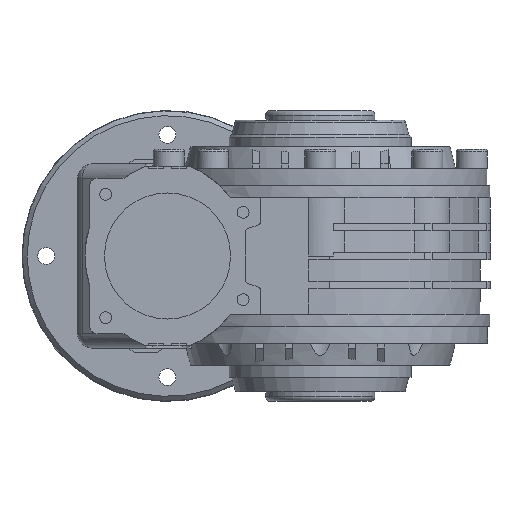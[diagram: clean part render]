
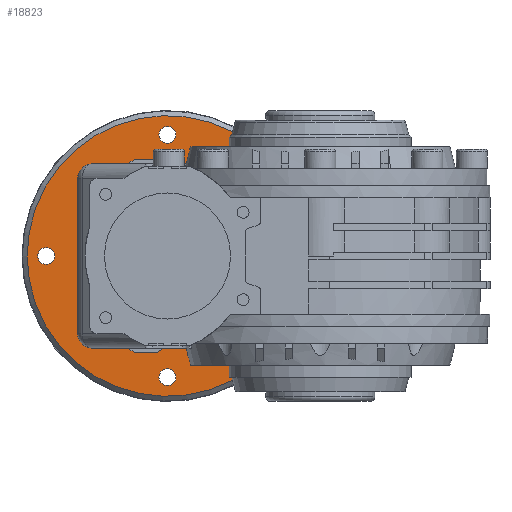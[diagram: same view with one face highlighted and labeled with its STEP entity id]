
A CAD part, left-side view. The second image highlights one B-rep face of the part: STEP entity #18823.
In plain terms, the highlighted face is planar.
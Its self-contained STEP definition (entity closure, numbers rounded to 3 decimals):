
#1604=LINE('',#29650,#2755);
#1607=LINE('',#29658,#2758);
#1609=LINE('',#29662,#2760);
#1611=LINE('',#29666,#2762);
#1613=LINE('',#29670,#2764);
#1615=LINE('',#29674,#2766);
#1618=LINE('',#29682,#2769);
#1621=LINE('',#29690,#2772);
#1623=LINE('',#29694,#2774);
#1625=LINE('',#29698,#2776);
#1627=LINE('',#29702,#2778);
#1628=LINE('',#29704,#2779);
#1629=LINE('',#29718,#2780);
#1630=LINE('',#29719,#2781);
#2755=VECTOR('',#24076,1000.);
#2758=VECTOR('',#24085,1000.);
#2760=VECTOR('',#24089,1000.);
#2762=VECTOR('',#24093,1000.);
#2764=VECTOR('',#24097,1000.);
#2766=VECTOR('',#24101,1000.);
#2769=VECTOR('',#24110,1000.);
#2772=VECTOR('',#24119,1000.);
#2774=VECTOR('',#24123,1000.);
#2776=VECTOR('',#24127,1000.);
#2778=VECTOR('',#24131,1000.);
#2779=VECTOR('',#24134,1000.);
#2780=VECTOR('',#24151,1000.);
#2781=VECTOR('',#24152,1000.);
#3254=PLANE('',#20226);
#6990=ORIENTED_EDGE('',*,*,#8919,.T.);
#6991=ORIENTED_EDGE('',*,*,#8918,.T.);
#6992=ORIENTED_EDGE('',*,*,#8917,.T.);
#6993=ORIENTED_EDGE('',*,*,#8920,.T.);
#6994=ORIENTED_EDGE('',*,*,#8921,.T.);
#6995=ORIENTED_EDGE('',*,*,#8881,.T.);
#6996=ORIENTED_EDGE('',*,*,#8922,.T.);
#6997=ORIENTED_EDGE('',*,*,#8886,.F.);
#6998=ORIENTED_EDGE('',*,*,#8889,.F.);
#6999=ORIENTED_EDGE('',*,*,#8891,.F.);
#7000=ORIENTED_EDGE('',*,*,#8893,.F.);
#7001=ORIENTED_EDGE('',*,*,#8895,.F.);
#7002=ORIENTED_EDGE('',*,*,#8897,.F.);
#7003=ORIENTED_EDGE('',*,*,#8899,.F.);
#7004=ORIENTED_EDGE('',*,*,#8901,.F.);
#7005=ORIENTED_EDGE('',*,*,#8903,.F.);
#7006=ORIENTED_EDGE('',*,*,#8905,.F.);
#7007=ORIENTED_EDGE('',*,*,#8907,.F.);
#7008=ORIENTED_EDGE('',*,*,#8909,.F.);
#7009=ORIENTED_EDGE('',*,*,#8911,.F.);
#7010=ORIENTED_EDGE('',*,*,#8913,.F.);
#7011=ORIENTED_EDGE('',*,*,#8915,.F.);
#7012=ORIENTED_EDGE('',*,*,#8916,.F.);
#8881=EDGE_CURVE('',#10186,#10187,#10779,.T.);
#8886=EDGE_CURVE('',#10190,#10191,#10781,.F.);
#8889=EDGE_CURVE('',#10192,#10190,#1604,.T.);
#8891=EDGE_CURVE('',#10193,#10192,#10782,.F.);
#8893=EDGE_CURVE('',#10194,#10193,#1607,.T.);
#8895=EDGE_CURVE('',#10195,#10194,#1609,.T.);
#8897=EDGE_CURVE('',#10196,#10195,#1611,.T.);
#8899=EDGE_CURVE('',#10197,#10196,#1613,.T.);
#8901=EDGE_CURVE('',#10198,#10197,#1615,.T.);
#8903=EDGE_CURVE('',#10199,#10198,#10783,.F.);
#8905=EDGE_CURVE('',#10200,#10199,#1618,.T.);
#8907=EDGE_CURVE('',#10201,#10200,#10784,.F.);
#8909=EDGE_CURVE('',#10202,#10201,#1621,.T.);
#8911=EDGE_CURVE('',#10203,#10202,#1623,.T.);
#8913=EDGE_CURVE('',#10204,#10203,#1625,.T.);
#8915=EDGE_CURVE('',#10205,#10204,#1627,.T.);
#8916=EDGE_CURVE('',#10191,#10205,#1628,.T.);
#8917=EDGE_CURVE('',#10206,#10206,#10785,.T.);
#8918=EDGE_CURVE('',#10207,#10207,#10786,.T.);
#8919=EDGE_CURVE('',#10208,#10208,#10787,.T.);
#8920=EDGE_CURVE('',#10209,#10210,#10788,.T.);
#8921=EDGE_CURVE('',#10210,#10186,#1629,.T.);
#8922=EDGE_CURVE('',#10187,#10209,#1630,.T.);
#10186=VERTEX_POINT('',#29628);
#10187=VERTEX_POINT('',#29629);
#10190=VERTEX_POINT('',#29643);
#10191=VERTEX_POINT('',#29645);
#10192=VERTEX_POINT('',#29649);
#10193=VERTEX_POINT('',#29653);
#10194=VERTEX_POINT('',#29657);
#10195=VERTEX_POINT('',#29661);
#10196=VERTEX_POINT('',#29665);
#10197=VERTEX_POINT('',#29669);
#10198=VERTEX_POINT('',#29673);
#10199=VERTEX_POINT('',#29677);
#10200=VERTEX_POINT('',#29681);
#10201=VERTEX_POINT('',#29685);
#10202=VERTEX_POINT('',#29689);
#10203=VERTEX_POINT('',#29693);
#10204=VERTEX_POINT('',#29697);
#10205=VERTEX_POINT('',#29701);
#10206=VERTEX_POINT('',#29707);
#10207=VERTEX_POINT('',#29710);
#10208=VERTEX_POINT('',#29713);
#10209=VERTEX_POINT('',#29716);
#10210=VERTEX_POINT('',#29717);
#10779=CIRCLE('',#20198,57.86);
#10781=CIRCLE('',#20201,6.);
#10782=CIRCLE('',#20204,6.);
#10783=CIRCLE('',#20211,6.);
#10784=CIRCLE('',#20214,6.);
#10785=CIRCLE('',#20221,3.5);
#10786=CIRCLE('',#20223,3.5);
#10787=CIRCLE('',#20225,3.5);
#10788=CIRCLE('',#20227,3.5);
#11732=EDGE_LOOP('',(#6990));
#11733=EDGE_LOOP('',(#6991));
#11734=EDGE_LOOP('',(#6992));
#11735=EDGE_LOOP('',(#6993,#6994,#6995,#6996));
#11736=EDGE_LOOP('',(#6997,#6998,#6999,#7000,#7001,#7002,#7003,#7004,#7005,
#7006,#7007,#7008,#7009,#7010,#7011,#7012));
#12686=FACE_BOUND('',#11732,.T.);
#12687=FACE_BOUND('',#11733,.T.);
#12688=FACE_BOUND('',#11734,.T.);
#12689=FACE_BOUND('',#11735,.T.);
#12690=FACE_BOUND('',#11736,.T.);
#18823=ADVANCED_FACE('',(#12686,#12687,#12688,#12689,#12690),#3254,.F.);
#20198=AXIS2_PLACEMENT_3D('',#29627,#24063,#24064);
#20201=AXIS2_PLACEMENT_3D('',#29644,#24070,#24071);
#20204=AXIS2_PLACEMENT_3D('',#29654,#24080,#24081);
#20211=AXIS2_PLACEMENT_3D('',#29678,#24105,#24106);
#20214=AXIS2_PLACEMENT_3D('',#29686,#24114,#24115);
#20221=AXIS2_PLACEMENT_3D('',#29706,#24137,#24138);
#20223=AXIS2_PLACEMENT_3D('',#29709,#24141,#24142);
#20225=AXIS2_PLACEMENT_3D('',#29712,#24145,#24146);
#20226=AXIS2_PLACEMENT_3D('',#29714,#24147,#24148);
#20227=AXIS2_PLACEMENT_3D('',#29715,#24149,#24150);
#24063=DIRECTION('',(0.,-1.,0.));
#24064=DIRECTION('',(0.,0.,-1.));
#24070=DIRECTION('',(0.,1.,0.));
#24071=DIRECTION('',(0.,0.,1.));
#24076=DIRECTION('',(-1.,0.,0.));
#24080=DIRECTION('',(0.,1.,0.));
#24081=DIRECTION('',(0.,0.,1.));
#24085=DIRECTION('',(0.,0.,1.));
#24089=DIRECTION('',(-0.559,0.,0.829));
#24093=DIRECTION('',(0.,0.,1.));
#24097=DIRECTION('',(0.559,0.,0.829));
#24101=DIRECTION('',(0.,0.,1.));
#24105=DIRECTION('',(0.,1.,0.));
#24106=DIRECTION('',(0.,0.,1.));
#24110=DIRECTION('',(1.,0.,0.));
#24114=DIRECTION('',(0.,1.,0.));
#24115=DIRECTION('',(0.,0.,1.));
#24119=DIRECTION('',(0.,0.,-1.));
#24123=DIRECTION('',(0.559,0.,-0.829));
#24127=DIRECTION('',(0.,0.,-1.));
#24131=DIRECTION('',(-0.559,0.,-0.829));
#24134=DIRECTION('',(0.,0.,-1.));
#24137=DIRECTION('',(0.,1.,0.));
#24138=DIRECTION('',(0.,0.,1.));
#24141=DIRECTION('',(0.,1.,0.));
#24142=DIRECTION('',(0.,0.,1.));
#24145=DIRECTION('',(0.,1.,0.));
#24146=DIRECTION('',(0.,0.,1.));
#24147=DIRECTION('',(0.,1.,0.));
#24148=DIRECTION('',(0.,0.,1.));
#24149=DIRECTION('',(0.,1.,0.));
#24150=DIRECTION('',(0.,0.,1.));
#24151=DIRECTION('',(0.,0.,-1.));
#24152=DIRECTION('',(0.,0.,1.));
#29627=CARTESIAN_POINT('',(0.,13.2,0.));
#29628=CARTESIAN_POINT('',(3.5,13.2,-57.754));
#29629=CARTESIAN_POINT('',(-3.5,13.2,-57.754));
#29643=CARTESIAN_POINT('',(-32.,13.2,37.));
#29644=CARTESIAN_POINT('',(-32.,13.2,31.));
#29645=CARTESIAN_POINT('',(-38.,13.2,31.));
#29649=CARTESIAN_POINT('',(32.,13.2,37.));
#29650=CARTESIAN_POINT('',(0.,13.2,37.));
#29653=CARTESIAN_POINT('',(38.,13.2,31.));
#29654=CARTESIAN_POINT('',(32.,13.2,31.));
#29657=CARTESIAN_POINT('',(38.,13.2,16.315));
#29658=CARTESIAN_POINT('',(38.,13.2,57.86));
#29661=CARTESIAN_POINT('',(40.,13.2,13.35));
#29662=CARTESIAN_POINT('',(6.857,13.2,62.486));
#29665=CARTESIAN_POINT('',(40.,13.2,4.65));
#29666=CARTESIAN_POINT('',(40.,13.2,57.86));
#29669=CARTESIAN_POINT('',(38.,13.2,1.685));
#29670=CARTESIAN_POINT('',(52.16,13.2,22.678));
#29673=CARTESIAN_POINT('',(38.,13.2,-31.));
#29674=CARTESIAN_POINT('',(38.,13.2,57.86));
#29677=CARTESIAN_POINT('',(32.,13.2,-37.));
#29678=CARTESIAN_POINT('',(32.,13.2,-31.));
#29681=CARTESIAN_POINT('',(-32.,13.2,-37.));
#29682=CARTESIAN_POINT('',(0.,13.2,-37.));
#29685=CARTESIAN_POINT('',(-38.,13.2,-31.));
#29686=CARTESIAN_POINT('',(-32.,13.2,-31.));
#29689=CARTESIAN_POINT('',(-38.,13.2,1.685));
#29690=CARTESIAN_POINT('',(-38.,13.2,57.86));
#29693=CARTESIAN_POINT('',(-40.,13.2,4.65));
#29694=CARTESIAN_POINT('',(-52.16,13.2,22.678));
#29697=CARTESIAN_POINT('',(-40.,13.2,13.35));
#29698=CARTESIAN_POINT('',(-40.,13.2,57.86));
#29701=CARTESIAN_POINT('',(-38.,13.2,16.315));
#29702=CARTESIAN_POINT('',(-6.857,13.2,62.486));
#29704=CARTESIAN_POINT('',(-38.,13.2,57.86));
#29706=CARTESIAN_POINT('',(50.,13.2,0.));
#29707=CARTESIAN_POINT('',(50.,13.2,3.5));
#29709=CARTESIAN_POINT('',(-50.,13.2,0.));
#29710=CARTESIAN_POINT('',(-50.,13.2,3.5));
#29712=CARTESIAN_POINT('',(0.,13.2,50.));
#29713=CARTESIAN_POINT('',(0.,13.2,53.5));
#29714=CARTESIAN_POINT('',(0.,13.2,57.86));
#29715=CARTESIAN_POINT('',(0.,13.2,-50.));
#29716=CARTESIAN_POINT('',(-3.5,13.2,-50.));
#29717=CARTESIAN_POINT('',(3.5,13.2,-50.));
#29718=CARTESIAN_POINT('',(3.5,13.2,57.86));
#29719=CARTESIAN_POINT('',(-3.5,13.2,57.86));
